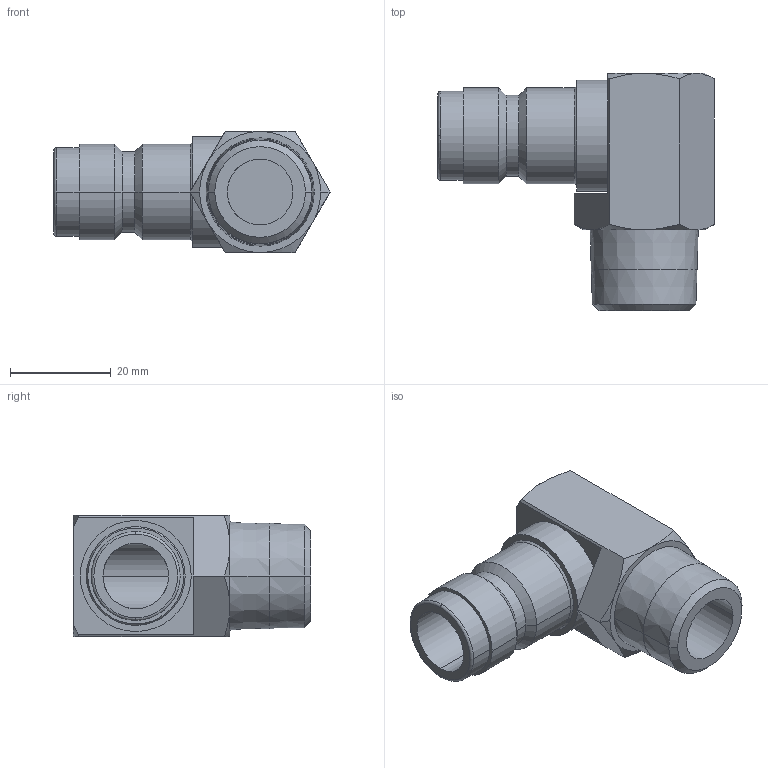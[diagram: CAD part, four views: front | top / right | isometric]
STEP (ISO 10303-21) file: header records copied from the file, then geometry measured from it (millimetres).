
FILE_DESCRIPTION(('STEP AP214'),'1');
FILE_NAME('eshg_12_na-90.stp','2020-04-22T06:06:30',('TraceParts'),('TraceParts S.A.'),'Spatial InterOp 3D',' ',' ');
FILE_SCHEMA(('automotive_design'));
Length unit declared in the file: millimetre
Products named in the file (1): 1
Bounding box: 54.71 x 47 x 24 mm (x, y, z)
Volume: 18492.4 mm3; surface area: 9512.4 mm2
Topology: 1 solids, 1 shells, 59 faces, 131 edges, 80 vertices
Faces by surface type: cone 26, plane 17, cylinder 14, torus 2
Entity records: 2242 total; most frequent: CARTESIAN_POINT 471, DIRECTION 284, ORIENTED_EDGE 262, EDGE_CURVE 131, AXIS2_PLACEMENT_3D 121, VERTEX_POINT 80, EDGE_LOOP 67, CIRCLE 61
